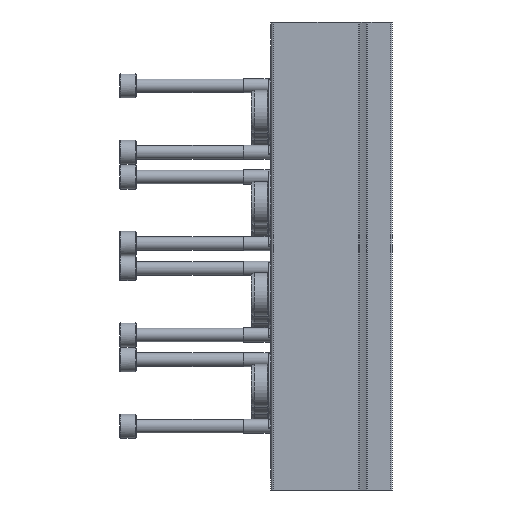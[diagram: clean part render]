
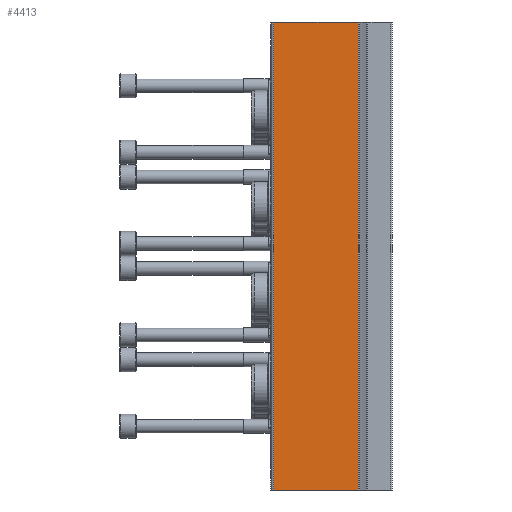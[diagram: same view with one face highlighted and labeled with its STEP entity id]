
A CAD part, left-side view. The second image highlights one B-rep face of the part: STEP entity #4413.
In plain terms, the highlighted planar face has unit normal (-1, 0, 0).
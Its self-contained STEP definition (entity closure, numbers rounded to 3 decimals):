
#170=PLANE('',#4760);
#612=ORIENTED_EDGE('',*,*,#1786,.F.);
#613=ORIENTED_EDGE('',*,*,#1785,.F.);
#614=ORIENTED_EDGE('',*,*,#1787,.T.);
#615=ORIENTED_EDGE('',*,*,#1788,.T.);
#1785=EDGE_CURVE('',#2372,#2370,#2796,.T.);
#1786=EDGE_CURVE('',#2370,#2373,#2797,.T.);
#1787=EDGE_CURVE('',#2372,#2374,#2798,.T.);
#1788=EDGE_CURVE('',#2374,#2373,#2799,.T.);
#2370=VERTEX_POINT('',#7025);
#2372=VERTEX_POINT('',#7029);
#2373=VERTEX_POINT('',#7033);
#2374=VERTEX_POINT('',#7035);
#2796=LINE('',#7030,#3092);
#2797=LINE('',#7032,#3093);
#2798=LINE('',#7034,#3094);
#2799=LINE('',#7036,#3095);
#3092=VECTOR('',#5351,1000.);
#3093=VECTOR('',#5354,1000.);
#3094=VECTOR('',#5355,1000.);
#3095=VECTOR('',#5356,1000.);
#3402=EDGE_LOOP('',(#612,#613,#614,#615));
#3862=FACE_BOUND('',#3402,.T.);
#4413=ADVANCED_FACE('',(#3862),#170,.T.);
#4760=AXIS2_PLACEMENT_3D('',#7031,#5352,#5353);
#5351=DIRECTION('',(0.,0.,1.));
#5352=DIRECTION('',(-1.,0.,0.));
#5353=DIRECTION('',(0.,0.,1.));
#5354=DIRECTION('',(0.,-1.,0.));
#5355=DIRECTION('',(0.,-1.,0.));
#5356=DIRECTION('',(0.,0.,1.));
#7025=CARTESIAN_POINT('',(-47.,41.5,0.));
#7029=CARTESIAN_POINT('',(-47.,41.5,-164.));
#7030=CARTESIAN_POINT('',(-47.,41.5,-164.));
#7031=CARTESIAN_POINT('',(-47.,41.5,-164.));
#7032=CARTESIAN_POINT('',(-47.,41.5,0.));
#7033=CARTESIAN_POINT('',(-47.,11.858,0.));
#7034=CARTESIAN_POINT('',(-47.,41.5,-164.));
#7035=CARTESIAN_POINT('',(-47.,11.858,-164.));
#7036=CARTESIAN_POINT('',(-47.,11.858,-164.));
